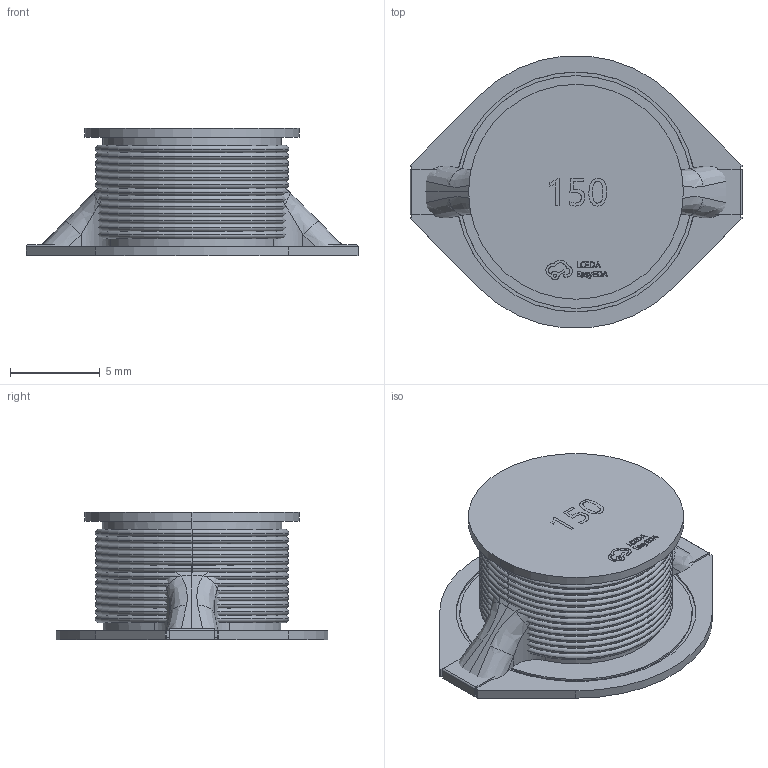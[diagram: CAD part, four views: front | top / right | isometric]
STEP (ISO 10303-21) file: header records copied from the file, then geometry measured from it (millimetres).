
FILE_DESCRIPTION (( 'STEP AP214' ), '1' );
FILE_NAME ('IND-SMD_L18.6-W15.3-H7.1.step', '2022-07-08T23:46:34', ( '' ), ( '' ), 'SwSTEP 2.0', 'SolidWorks 2020', '' );
FILE_SCHEMA (( 'AUTOMOTIVE_DESIGN' ));
Length unit declared in the file: millimetre
Products named in the file (1): IND-SMD_L18.6-W15.3-H7.1
Bounding box: 18.54 x 15.18 x 7.12 mm (x, y, z)
Volume: 870 mm3; surface area: 2793 mm2
Topology: 52 solids, 52 shells, 600 faces, 1480 edges, 911 vertices
Faces by surface type: plane 238, torus 200, bspline 141, cylinder 18, cone 3
Entity records: 25108 total; most frequent: CARTESIAN_POINT 6489, ORIENTED_EDGE 2952, DIRECTION 2559, EDGE_CURVE 1476, AXIS2_PLACEMENT_3D 913, VERTEX_POINT 911, VECTOR 733, LINE 733
